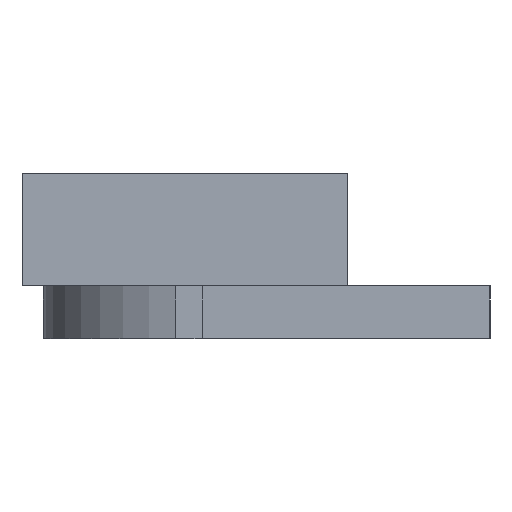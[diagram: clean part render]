
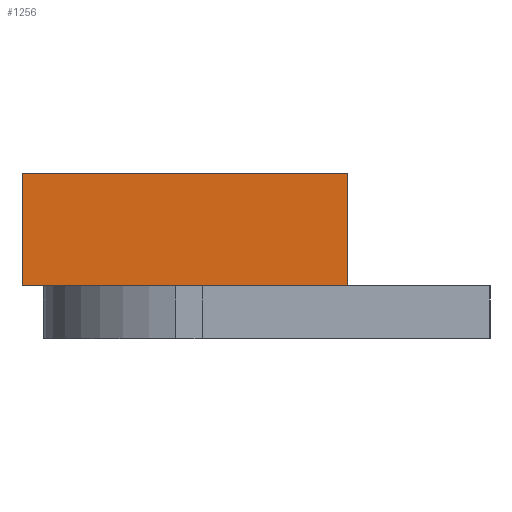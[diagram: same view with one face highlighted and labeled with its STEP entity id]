
A CAD part, left-side view. The second image highlights one B-rep face of the part: STEP entity #1256.
In plain terms, the highlighted planar face has unit normal (-1, 0, 0).
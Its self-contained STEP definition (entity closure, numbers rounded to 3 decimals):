
#238=FACE_OUTER_BOUND('',#354,.T.);
#354=EDGE_LOOP('',(#1161,#1162,#1163,#1164));
#446=LINE('',#2087,#546);
#454=LINE('',#2102,#554);
#455=LINE('',#2104,#555);
#456=LINE('',#2105,#556);
#546=VECTOR('',#1743,10.);
#554=VECTOR('',#1755,10.);
#555=VECTOR('',#1758,10.);
#556=VECTOR('',#1759,10.);
#661=VERTEX_POINT('',#2083);
#663=VERTEX_POINT('',#2086);
#667=VERTEX_POINT('',#2098);
#668=VERTEX_POINT('',#2100);
#826=EDGE_CURVE('',#661,#663,#446,.T.);
#834=EDGE_CURVE('',#667,#668,#454,.T.);
#835=EDGE_CURVE('',#661,#667,#455,.T.);
#836=EDGE_CURVE('',#663,#668,#456,.T.);
#1161=ORIENTED_EDGE('',*,*,#835,.T.);
#1162=ORIENTED_EDGE('',*,*,#834,.T.);
#1163=ORIENTED_EDGE('',*,*,#836,.F.);
#1164=ORIENTED_EDGE('',*,*,#826,.F.);
#1196=PLANE('',#1400);
#1256=ADVANCED_FACE('',(#238),#1196,.T.);
#1400=AXIS2_PLACEMENT_3D('',#2103,#1756,#1757);
#1743=DIRECTION('',(0.,0.,1.));
#1755=DIRECTION('',(0.,0.,1.));
#1756=DIRECTION('center_axis',(-1.,0.,0.));
#1757=DIRECTION('ref_axis',(0.,-1.,0.));
#1758=DIRECTION('',(0.,-1.,0.));
#1759=DIRECTION('',(0.,-1.,0.));
#2083=CARTESIAN_POINT('',(35.18,-28.555,1.6));
#2086=CARTESIAN_POINT('',(35.18,-28.555,5.));
#2087=CARTESIAN_POINT('',(35.18,-28.555,1.6));
#2098=CARTESIAN_POINT('',(35.18,-38.405,1.6));
#2100=CARTESIAN_POINT('',(35.18,-38.405,5.));
#2102=CARTESIAN_POINT('',(35.18,-38.405,1.6));
#2103=CARTESIAN_POINT('Origin',(35.18,-28.555,1.6));
#2104=CARTESIAN_POINT('',(35.18,-28.555,1.6));
#2105=CARTESIAN_POINT('',(35.18,-28.555,5.));
